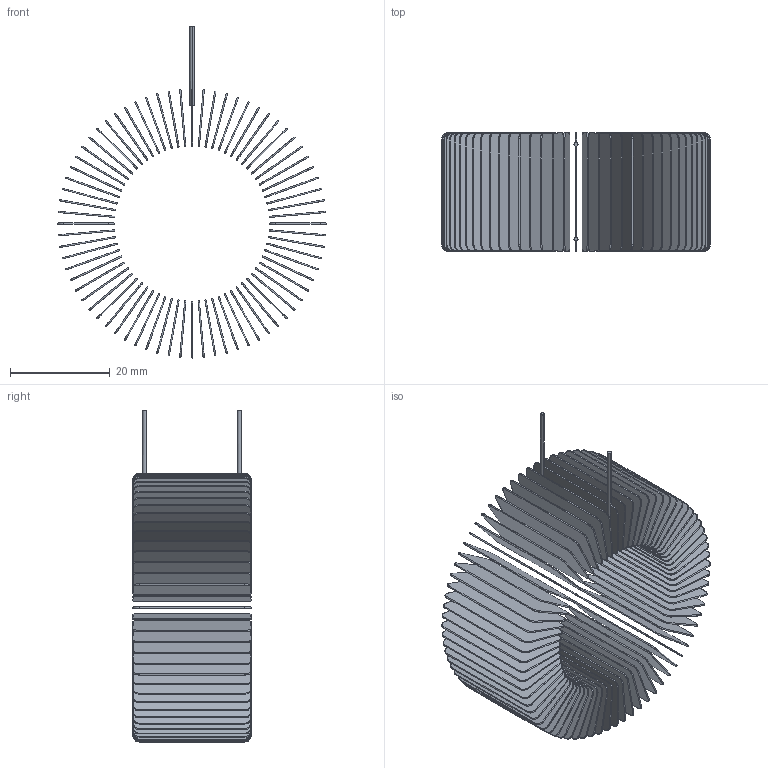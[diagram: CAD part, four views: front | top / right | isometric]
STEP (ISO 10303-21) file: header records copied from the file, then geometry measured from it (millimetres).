
FILE_DESCRIPTION((''),'2;1');
FILE_NAME('5706-RC','2012-08-14T',('ryans'),('Bourns, Inc.'),'PRO/ENGINEER BY PARAMETRIC TECHNOLOGY CORPORATION, 2010100','PRO/ENGINEER BY PARAMETRIC TECHNOLOGY CORPORATION, 2010100','');
FILE_SCHEMA(('CONFIG_CONTROL_DESIGN'));
Length unit declared in the file: inch
Products named in the file (1): 5706-RC
Bounding box: 53.98 x 23.8 x 66.67 mm (x, y, z)
Volume: 4930.8 mm3; surface area: 39754.4 mm2
Topology: 72 solids, 72 shells, 732 faces, 1764 edges, 1176 vertices
Faces by surface type: cylinder 294, torus 288, plane 150
Entity records: 21941 total; most frequent: DIRECTION 4380, CARTESIAN_POINT 3723, ORIENTED_EDGE 3528, AXIS2_PLACEMENT_3D 1892, EDGE_CURVE 1764, VERTEX_POINT 1176, CIRCLE 1160, EDGE_LOOP 732
